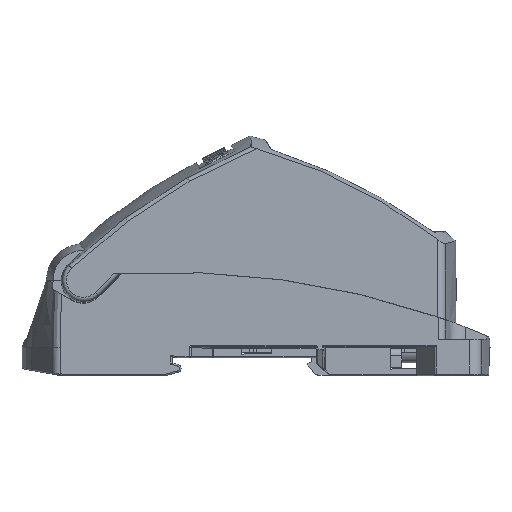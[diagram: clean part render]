
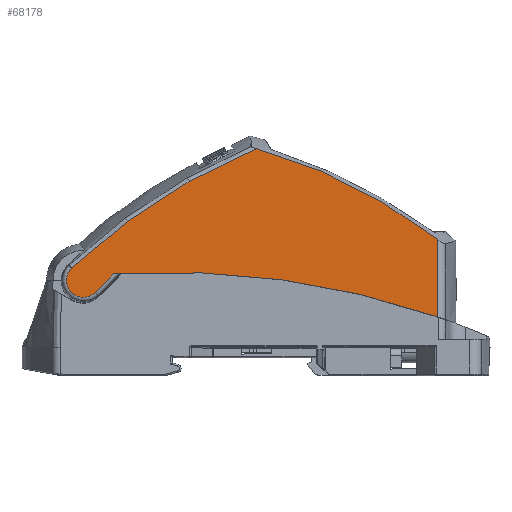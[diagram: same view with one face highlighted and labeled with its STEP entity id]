
A CAD part, left-side view. The second image highlights one B-rep face of the part: STEP entity #68178.
In plain terms, the highlighted planar face has unit normal (-1, 0, 0).
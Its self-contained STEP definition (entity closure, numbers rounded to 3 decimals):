
#368 = VERTEX_POINT ( 'NONE', #70478 ) ;
#1164 = CARTESIAN_POINT ( 'NONE',  ( -103.482, 35.886, 33.022 ) ) ;
#2964 = CARTESIAN_POINT ( 'NONE',  ( -103.482, 40.445, 28.463 ) ) ;
#4857 = DIRECTION ( 'NONE',  ( 0., -0.707, -0.707 ) ) ;
#5006 = CARTESIAN_POINT ( 'NONE',  ( -103.482, 33.972, 33.022 ) ) ;
#5727 = CIRCLE ( 'NONE', #73560, 4.169 ) ;
#5809 = EDGE_CURVE ( 'NONE', #24462, #61439, #50419, .T. ) ;
#7215 = DIRECTION ( 'NONE',  ( 0., 0.707, -0.707 ) ) ;
#9124 = LINE ( 'NONE', #16051, #38747 ) ;
#9211 = AXIS2_PLACEMENT_3D ( 'NONE', #65039, #29647, #70944 ) ;
#9532 = CARTESIAN_POINT ( 'NONE',  ( -103.482, -43.797, 22.451 ) ) ;
#10591 = EDGE_CURVE ( 'NONE', #37473, #73657, #9124, .T. ) ;
#11219 = CARTESIAN_POINT ( 'NONE',  ( -103.482, 35.886, 33.022 ) ) ;
#12159 = ORIENTED_EDGE ( 'NONE', *, *, #25228, .F. ) ;
#16051 = CARTESIAN_POINT ( 'NONE',  ( -103.482, -43.797, 41.604 ) ) ;
#16310 = EDGE_CURVE ( 'NONE', #21700, #29276, #5727, .T. ) ;
#17053 = VECTOR ( 'NONE', #50886, 1000. ) ;
#17635 = ORIENTED_EDGE ( 'NONE', *, *, #5809, .T. ) ;
#17790 = DIRECTION ( 'NONE',  ( -1., 0., 0. ) ) ;
#19515 = CARTESIAN_POINT ( 'NONE',  ( -103.482, 35.58, -61.389 ) ) ;
#21700 = VERTEX_POINT ( 'NONE', #2964 ) ;
#23180 = CIRCLE ( 'NONE', #61042, 200. ) ;
#24462 = VERTEX_POINT ( 'NONE', #11219 ) ;
#25228 = EDGE_CURVE ( 'NONE', #24462, #21700, #28126, .T. ) ;
#25456 = DIRECTION ( 'NONE',  ( 0., -0.61, 0.792 ) ) ;
#28126 = LINE ( 'NONE', #1164, #57757 ) ;
#29276 = VERTEX_POINT ( 'NONE', #51252 ) ;
#29647 = DIRECTION ( 'NONE',  ( 1., 0., 0. ) ) ;
#30921 = CIRCLE ( 'NONE', #57994, 130.032 ) ;
#32350 = CARTESIAN_POINT ( 'NONE',  ( -103.482, -14.472, 7.911 ) ) ;
#35497 = CIRCLE ( 'NONE', #9211, 149.219 ) ;
#37473 = VERTEX_POINT ( 'NONE', #68035 ) ;
#38296 = DIRECTION ( 'NONE',  ( 0., 1., 0. ) ) ;
#38747 = VECTOR ( 'NONE', #51504, 1000. ) ;
#39775 = ORIENTED_EDGE ( 'NONE', *, *, #46461, .T. ) ;
#40384 = DIRECTION ( 'NONE',  ( 1., 0., 0. ) ) ;
#42541 = AXIS2_PLACEMENT_3D ( 'NONE', #32350, #73677, #38296 ) ;
#46461 = EDGE_CURVE ( 'NONE', #37473, #368, #30921, .T. ) ;
#47545 = ORIENTED_EDGE ( 'NONE', *, *, #66568, .F. ) ;
#47579 = EDGE_CURVE ( 'NONE', #73657, #61439, #23180, .T. ) ;
#48962 = ORIENTED_EDGE ( 'NONE', *, *, #16310, .F. ) ;
#50419 = LINE ( 'NONE', #67495, #17053 ) ;
#50886 = DIRECTION ( 'NONE',  ( 0., -1., 0. ) ) ;
#51252 = CARTESIAN_POINT ( 'NONE',  ( -103.482, 46.256, 34.44 ) ) ;
#51504 = DIRECTION ( 'NONE',  ( 0., 0., -1. ) ) ;
#53259 = CARTESIAN_POINT ( 'NONE',  ( -103.482, 21.502, -166.589 ) ) ;
#54984 = FACE_OUTER_BOUND ( 'NONE', #70802, .T. ) ;
#56038 = ORIENTED_EDGE ( 'NONE', *, *, #47579, .F. ) ;
#57757 = VECTOR ( 'NONE', #7215, 1000. ) ;
#57994 = AXIS2_PLACEMENT_3D ( 'NONE', #19515, #60884, #25456 ) ;
#59180 = DIRECTION ( 'NONE',  ( 0., -0.326, 0.945 ) ) ;
#60884 = DIRECTION ( 'NONE',  ( -1., 0., 0. ) ) ;
#61042 = AXIS2_PLACEMENT_3D ( 'NONE', #53259, #17790, #59180 ) ;
#61439 = VERTEX_POINT ( 'NONE', #5006 ) ;
#63318 = ORIENTED_EDGE ( 'NONE', *, *, #10591, .F. ) ;
#65039 = CARTESIAN_POINT ( 'NONE',  ( -103.482, -56.258, -73.99 ) ) ;
#66568 = EDGE_CURVE ( 'NONE', #29276, #368, #35497, .T. ) ;
#67252 = PLANE ( 'NONE',  #42541 ) ;
#67495 = CARTESIAN_POINT ( 'NONE',  ( -103.482, 35.886, 33.022 ) ) ;
#68035 = CARTESIAN_POINT ( 'NONE',  ( -103.482, -43.797, 41.604 ) ) ;
#68178 = ADVANCED_FACE ( 'NONE', ( #54984 ), #67252, .F. ) ;
#70478 = CARTESIAN_POINT ( 'NONE',  ( -103.482, 0.777, 63.899 ) ) ;
#70802 = EDGE_LOOP ( 'NONE', ( #17635, #56038, #63318, #39775, #47545, #48962, #12159 ) ) ;
#70944 = DIRECTION ( 'NONE',  ( 0., 0.687, 0.727 ) ) ;
#73560 = AXIS2_PLACEMENT_3D ( 'NONE', #75778, #40384, #4857 ) ;
#73657 = VERTEX_POINT ( 'NONE', #9532 ) ;
#73677 = DIRECTION ( 'NONE',  ( 1., 0., 0. ) ) ;
#75778 = CARTESIAN_POINT ( 'NONE',  ( -103.482, 43.392, 31.411 ) ) ;
